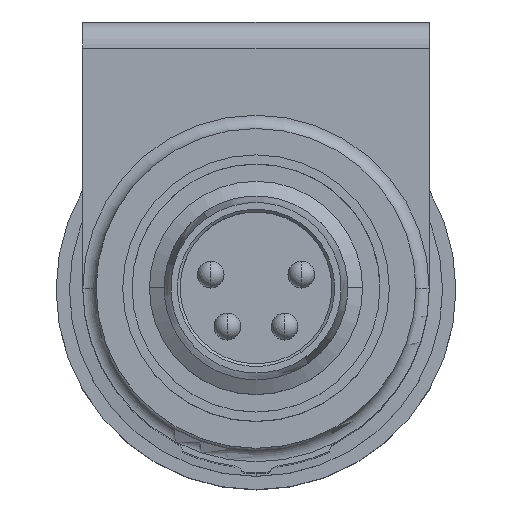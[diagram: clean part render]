
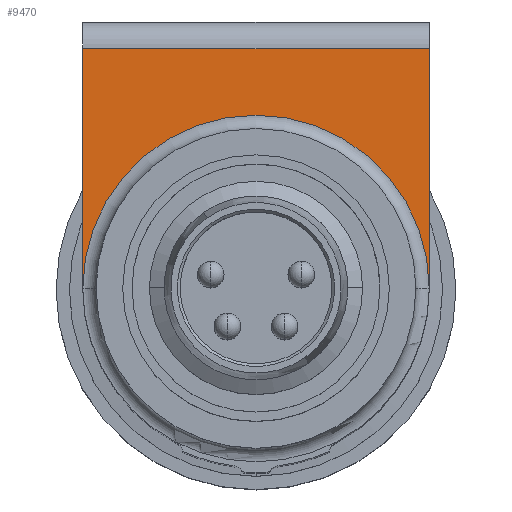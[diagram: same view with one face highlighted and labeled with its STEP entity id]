
A CAD part, top view. The second image highlights one B-rep face of the part: STEP entity #9470.
In plain terms, the highlighted face is planar.
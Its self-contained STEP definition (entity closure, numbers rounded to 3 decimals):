
#9070=CARTESIAN_POINT('',(29.205,45.369,
17.503));
#9080=DIRECTION('',(0.,0.,-1.));
#9090=DIRECTION('',(-0.707,0.707,
0.));
#9100=AXIS2_PLACEMENT_3D('',#9070,#9080,#9090);
#9110=PLANE('',#9100);
#9120=CARTESIAN_POINT('',(14.785,44.6,
17.503));
#9130=DIRECTION('',(0.707,0.707,
0.));
#9140=VECTOR('',#9130,1.);
#9150=LINE('',#9120,#9140);
#9160=CARTESIAN_POINT('',(12.09,41.905,
17.503));
#9170=VERTEX_POINT('',#9160);
#9180=CARTESIAN_POINT('',(18.454,48.269,
17.503));
#9190=VERTEX_POINT('',#9180);
#9200=EDGE_CURVE('',#9170,#9190,#9150,.T.);
#9210=ORIENTED_EDGE('',*,*,#9200,.T.);
#9220=CARTESIAN_POINT('',(18.521,35.474,
17.503));
#9230=DIRECTION('',(-0.707,0.707,
0.));
#9240=VECTOR('',#9230,1.);
#9250=LINE('',#9220,#9240);
#9260=CARTESIAN_POINT('',(21.283,32.712,
17.503));
#9270=VERTEX_POINT('',#9260);
#9280=EDGE_CURVE('',#9270,#9170,#9250,.T.);
#9290=ORIENTED_EDGE('',*,*,#9280,.T.);
#9300=CARTESIAN_POINT('',(25.811,37.241,
17.503));
#9310=DIRECTION('',(-0.707,-0.707,
0.));
#9320=VECTOR('',#9310,1.);
#9330=LINE('',#9300,#9320);
#9340=CARTESIAN_POINT('',(27.646,39.076,
17.503));
#9350=VERTEX_POINT('',#9340);
#9360=EDGE_CURVE('',#9350,#9270,#9330,.T.);
#9370=ORIENTED_EDGE('',*,*,#9360,.T.);
#9380=CARTESIAN_POINT('',(23.05,43.673,
17.503));
#9390=DIRECTION('',(0.,0.,-1.));
#9400=DIRECTION('',(0.707,-0.707,
0.));
#9410=AXIS2_PLACEMENT_3D('',#9380,#9390,#9400);
#9420=CIRCLE('',#9410,6.5);
#9430=EDGE_CURVE('',#9350,#9190,#9420,.T.);
#9440=ORIENTED_EDGE('',*,*,#9430,.F.);
#9450=EDGE_LOOP('',(#9440,#9370,#9290,#9210));
#9460=FACE_OUTER_BOUND('',#9450,.T.);
#9470=ADVANCED_FACE('',(#9460),#9110,.T.);
